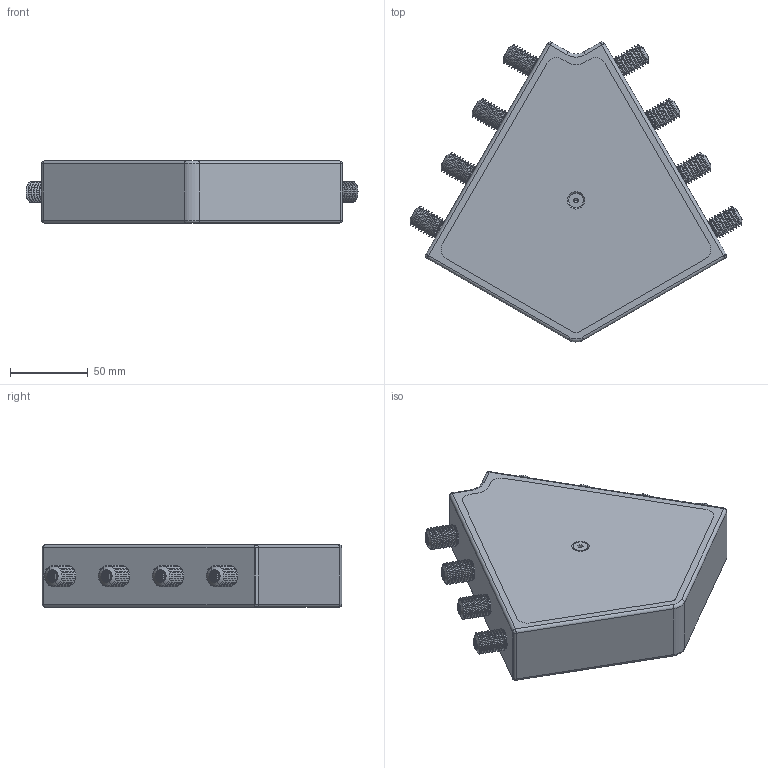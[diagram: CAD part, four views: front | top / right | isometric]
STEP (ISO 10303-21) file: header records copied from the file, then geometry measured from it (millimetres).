
FILE_DESCRIPTION (( 'STEP AP203' ), '1' );
FILE_NAME ('SPS.SJ40.60A.STEP', '2014-12-15T02:50:01', ( 'USER' ), ( 'Microsoft' ), 'SwSTEP 2.0', 'SolidWorks 2012', '' );
FILE_SCHEMA (( 'CONFIG_CONTROL_DESIGN' ));
Products named in the file (1): SPS.SJ40.60A
Bounding box: 213.04 x 192.47 x 40 mm (x, y, z)
Surface area: 80001.5 mm2 (no closed solid volume)
Topology: 0 solids, 95 shells, 1460 faces, 4064 edges, 2576 vertices
Faces by surface type: cone 543, torus 500, cylinder 204, plane 156, bspline 47, sphere 10
Entity records: 52329 total; most frequent: CARTESIAN_POINT 15434, DIRECTION 8402, ORIENTED_EDGE 6733, EDGE_CURVE 4054, AXIS2_PLACEMENT_3D 3467, VERTEX_POINT 2572, CIRCLE 2053, EDGE_LOOP 1525
